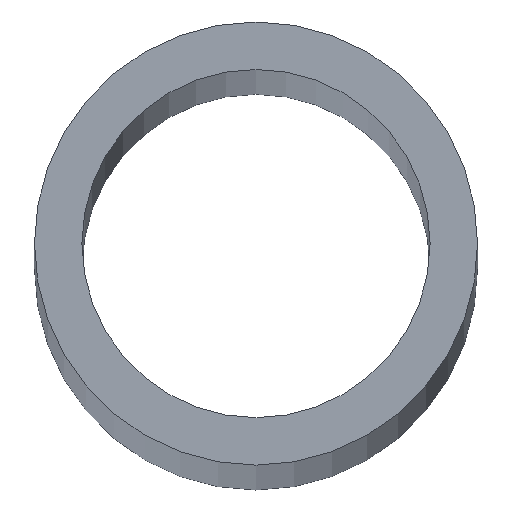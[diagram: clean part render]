
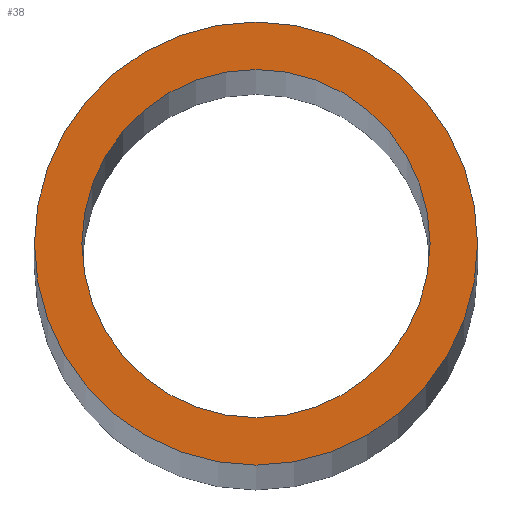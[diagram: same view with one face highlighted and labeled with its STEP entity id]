
A CAD part, top view. The second image highlights one B-rep face of the part: STEP entity #38.
In plain terms, the highlighted planar face has unit normal (0, 0, 1).
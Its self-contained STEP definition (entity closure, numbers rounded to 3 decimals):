
#2 = DIRECTION ( 'NONE',  ( 0., 0., 1. ) ) ;
#12 = EDGE_CURVE ( 'NONE', #120, #169, #182, .T. ) ;
#14 = AXIS2_PLACEMENT_3D ( 'NONE', #21, #73, #135 ) ;
#16 = EDGE_LOOP ( 'NONE', ( #58, #104 ) ) ;
#18 = AXIS2_PLACEMENT_3D ( 'NONE', #56, #153, #195 ) ;
#21 = CARTESIAN_POINT ( 'NONE',  ( 0., 0., 900. ) ) ;
#33 = PLANE ( 'NONE',  #131 ) ;
#37 = AXIS2_PLACEMENT_3D ( 'NONE', #94, #161, #115 ) ;
#38 = ADVANCED_FACE ( 'NONE', ( #118, #178 ), #33, .T. ) ;
#40 = EDGE_CURVE ( 'NONE', #150, #86, #122, .T. ) ;
#44 = DIRECTION ( 'NONE',  ( 1., 0., 0. ) ) ;
#45 = CIRCLE ( 'NONE', #52, 14. ) ;
#46 = CARTESIAN_POINT ( 'NONE',  ( 11., 0., 900. ) ) ;
#52 = AXIS2_PLACEMENT_3D ( 'NONE', #187, #136, #44 ) ;
#56 = CARTESIAN_POINT ( 'NONE',  ( 0., 0., 900. ) ) ;
#58 = ORIENTED_EDGE ( 'NONE', *, *, #204, .F. ) ;
#73 = DIRECTION ( 'NONE',  ( 0., 0., 1. ) ) ;
#86 = VERTEX_POINT ( 'NONE', #113 ) ;
#94 = CARTESIAN_POINT ( 'NONE',  ( 0., 0., 900. ) ) ;
#102 = CARTESIAN_POINT ( 'NONE',  ( 0., 0., 900. ) ) ;
#104 = ORIENTED_EDGE ( 'NONE', *, *, #12, .F. ) ;
#105 = CIRCLE ( 'NONE', #37, 11. ) ;
#113 = CARTESIAN_POINT ( 'NONE',  ( 14., 0., 900. ) ) ;
#115 = DIRECTION ( 'NONE',  ( 1., 0., 0. ) ) ;
#118 = FACE_OUTER_BOUND ( 'NONE', #167, .T. ) ;
#120 = VERTEX_POINT ( 'NONE', #46 ) ;
#121 = DIRECTION ( 'NONE',  ( 1., 0., 0. ) ) ;
#122 = CIRCLE ( 'NONE', #14, 14. ) ;
#131 = AXIS2_PLACEMENT_3D ( 'NONE', #102, #2, #121 ) ;
#135 = DIRECTION ( 'NONE',  ( 1., 0., 0. ) ) ;
#136 = DIRECTION ( 'NONE',  ( 0., 0., 1. ) ) ;
#138 = CARTESIAN_POINT ( 'NONE',  ( -14., 0., 900. ) ) ;
#150 = VERTEX_POINT ( 'NONE', #138 ) ;
#151 = ORIENTED_EDGE ( 'NONE', *, *, #193, .T. ) ;
#153 = DIRECTION ( 'NONE',  ( 0., 0., 1. ) ) ;
#161 = DIRECTION ( 'NONE',  ( 0., 0., 1. ) ) ;
#167 = EDGE_LOOP ( 'NONE', ( #196, #151 ) ) ;
#169 = VERTEX_POINT ( 'NONE', #186 ) ;
#178 = FACE_BOUND ( 'NONE', #16, .T. ) ;
#182 = CIRCLE ( 'NONE', #18, 11. ) ;
#186 = CARTESIAN_POINT ( 'NONE',  ( -11., 0., 900. ) ) ;
#187 = CARTESIAN_POINT ( 'NONE',  ( 0., 0., 900. ) ) ;
#193 = EDGE_CURVE ( 'NONE', #86, #150, #45, .T. ) ;
#195 = DIRECTION ( 'NONE',  ( 1., 0., 0. ) ) ;
#196 = ORIENTED_EDGE ( 'NONE', *, *, #40, .T. ) ;
#204 = EDGE_CURVE ( 'NONE', #169, #120, #105, .T. ) ;
